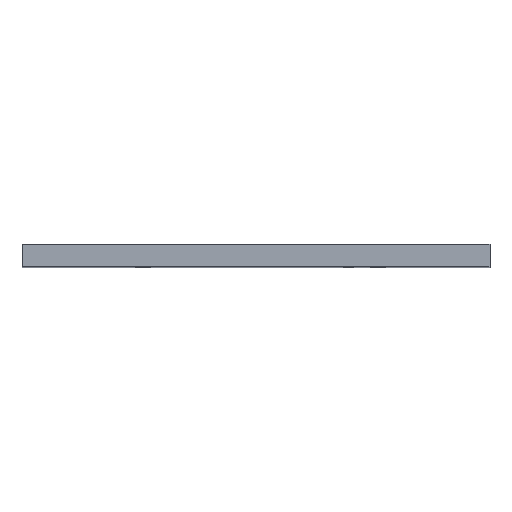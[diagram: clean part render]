
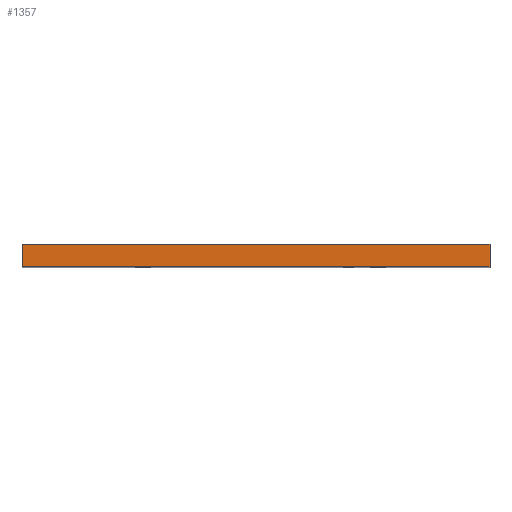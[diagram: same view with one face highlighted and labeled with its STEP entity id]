
A CAD part, top view. The second image highlights one B-rep face of the part: STEP entity #1357.
In plain terms, the highlighted planar face has unit normal (0, 0, 1).
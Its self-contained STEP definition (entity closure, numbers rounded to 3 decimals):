
#108=FACE_OUTER_BOUND('',#181,.T.);
#181=EDGE_LOOP('',(#1186,#1187,#1188,#1189));
#219=LINE('',#1832,#390);
#367=LINE('',#2161,#538);
#368=LINE('',#2164,#539);
#369=LINE('',#2165,#540);
#390=VECTOR('',#1490,10.);
#538=VECTOR('',#1762,10.);
#539=VECTOR('',#1765,10.);
#540=VECTOR('',#1766,10.);
#564=VERTEX_POINT('',#1829);
#565=VERTEX_POINT('',#1831);
#666=VERTEX_POINT('',#2159);
#667=VERTEX_POINT('',#2163);
#694=EDGE_CURVE('',#564,#565,#219,.T.);
#853=EDGE_CURVE('',#564,#666,#367,.T.);
#854=EDGE_CURVE('',#667,#666,#368,.T.);
#855=EDGE_CURVE('',#565,#667,#369,.T.);
#1186=ORIENTED_EDGE('',*,*,#853,.T.);
#1187=ORIENTED_EDGE('',*,*,#854,.F.);
#1188=ORIENTED_EDGE('',*,*,#855,.F.);
#1189=ORIENTED_EDGE('',*,*,#694,.F.);
#1292=PLANE('',#1446);
#1357=ADVANCED_FACE('',(#108),#1292,.T.);
#1446=AXIS2_PLACEMENT_3D('',#2162,#1763,#1764);
#1490=DIRECTION('',(-1.,0.,0.));
#1762=DIRECTION('',(0.,1.,0.));
#1763=DIRECTION('center_axis',(0.,0.,1.));
#1764=DIRECTION('ref_axis',(1.,0.,0.));
#1765=DIRECTION('',(1.,0.,0.));
#1766=DIRECTION('',(0.,1.,0.));
#1829=CARTESIAN_POINT('',(187.2,-3.,0.));
#1831=CARTESIAN_POINT('',(0.,-3.,0.));
#1832=CARTESIAN_POINT('',(0.,-3.,0.));
#2159=CARTESIAN_POINT('',(187.2,6.,0.));
#2161=CARTESIAN_POINT('',(187.2,0.,0.));
#2162=CARTESIAN_POINT('Origin',(0.,0.,0.));
#2163=CARTESIAN_POINT('',(0.,6.,0.));
#2164=CARTESIAN_POINT('',(0.,6.,0.));
#2165=CARTESIAN_POINT('',(0.,0.,0.));
